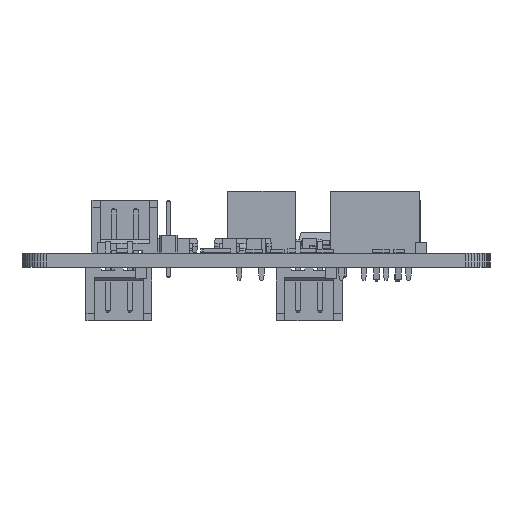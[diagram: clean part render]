
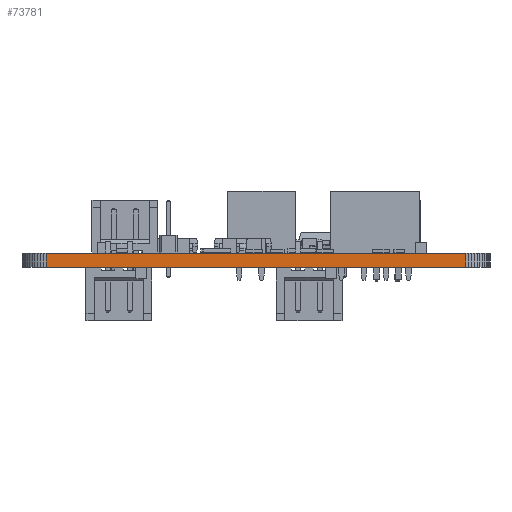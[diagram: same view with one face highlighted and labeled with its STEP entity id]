
A CAD part, front view. The second image highlights one B-rep face of the part: STEP entity #73781.
In plain terms, the highlighted planar face has unit normal (0, -1, 0).
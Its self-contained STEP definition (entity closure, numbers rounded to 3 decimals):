
#56864 = PLANE('',#56865);
#56865 = AXIS2_PLACEMENT_3D('',#56866,#56867,#56868);
#56866 = CARTESIAN_POINT('',(206.615,-153.477,1.58));
#56867 = DIRECTION('',(-0.,-0.,-1.));
#56868 = DIRECTION('',(-1.,0.,0.));
#56918 = PLANE('',#56919);
#56919 = AXIS2_PLACEMENT_3D('',#56920,#56921,#56922);
#56920 = CARTESIAN_POINT('',(206.615,-153.477,0.));
#56921 = DIRECTION('',(-0.,-0.,-1.));
#56922 = DIRECTION('',(-1.,0.,0.));
#58707 = VERTEX_POINT('',#58708);
#58708 = CARTESIAN_POINT('',(230.48,-198.051,0.));
#58722 = PLANE('',#58723);
#58723 = AXIS2_PLACEMENT_3D('',#58724,#58725,#58726);
#58724 = CARTESIAN_POINT('',(230.816,-198.028,0.));
#58725 = DIRECTION('',(0.069,-0.998,0.));
#58726 = DIRECTION('',(-0.998,-0.069,0.));
#58734 = EDGE_CURVE('',#58707,#58735,#58737,.T.);
#58735 = VERTEX_POINT('',#58736);
#58736 = CARTESIAN_POINT('',(182.75,-198.051,0.));
#58737 = SURFACE_CURVE('',#58738,(#58742,#58749),.PCURVE_S1.);
#58738 = LINE('',#58739,#58740);
#58739 = CARTESIAN_POINT('',(230.48,-198.051,0.));
#58740 = VECTOR('',#58741,1.);
#58741 = DIRECTION('',(-1.,0.,0.));
#58742 = PCURVE('',#56918,#58743);
#58743 = DEFINITIONAL_REPRESENTATION('',(#58744),#58748);
#58744 = LINE('',#58745,#58746);
#58745 = CARTESIAN_POINT('',(-23.865,-44.574));
#58746 = VECTOR('',#58747,1.);
#58747 = DIRECTION('',(1.,0.));
#58748 = ( GEOMETRIC_REPRESENTATION_CONTEXT(2) 
PARAMETRIC_REPRESENTATION_CONTEXT() REPRESENTATION_CONTEXT('2D SPACE',''
  ) );
#58749 = PCURVE('',#58750,#58755);
#58750 = PLANE('',#58751);
#58751 = AXIS2_PLACEMENT_3D('',#58752,#58753,#58754);
#58752 = CARTESIAN_POINT('',(230.48,-198.051,0.));
#58753 = DIRECTION('',(0.,-1.,0.));
#58754 = DIRECTION('',(-1.,0.,0.));
#58755 = DEFINITIONAL_REPRESENTATION('',(#58756),#58760);
#58756 = LINE('',#58757,#58758);
#58757 = CARTESIAN_POINT('',(0.,-0.));
#58758 = VECTOR('',#58759,1.);
#58759 = DIRECTION('',(1.,0.));
#58760 = ( GEOMETRIC_REPRESENTATION_CONTEXT(2) 
PARAMETRIC_REPRESENTATION_CONTEXT() REPRESENTATION_CONTEXT('2D SPACE',''
  ) );
#58778 = PLANE('',#58779);
#58779 = AXIS2_PLACEMENT_3D('',#58780,#58781,#58782);
#58780 = CARTESIAN_POINT('',(182.75,-198.051,0.));
#58781 = DIRECTION('',(-0.068,-0.998,0.));
#58782 = DIRECTION('',(-0.998,0.068,0.));
#65788 = VERTEX_POINT('',#65789);
#65789 = CARTESIAN_POINT('',(230.48,-198.051,1.58));
#65810 = EDGE_CURVE('',#65788,#65811,#65813,.T.);
#65811 = VERTEX_POINT('',#65812);
#65812 = CARTESIAN_POINT('',(182.75,-198.051,1.58));
#65813 = SURFACE_CURVE('',#65814,(#65818,#65825),.PCURVE_S1.);
#65814 = LINE('',#65815,#65816);
#65815 = CARTESIAN_POINT('',(230.48,-198.051,1.58));
#65816 = VECTOR('',#65817,1.);
#65817 = DIRECTION('',(-1.,0.,0.));
#65818 = PCURVE('',#56864,#65819);
#65819 = DEFINITIONAL_REPRESENTATION('',(#65820),#65824);
#65820 = LINE('',#65821,#65822);
#65821 = CARTESIAN_POINT('',(-23.865,-44.574));
#65822 = VECTOR('',#65823,1.);
#65823 = DIRECTION('',(1.,0.));
#65824 = ( GEOMETRIC_REPRESENTATION_CONTEXT(2) 
PARAMETRIC_REPRESENTATION_CONTEXT() REPRESENTATION_CONTEXT('2D SPACE',''
  ) );
#65825 = PCURVE('',#58750,#65826);
#65826 = DEFINITIONAL_REPRESENTATION('',(#65827),#65831);
#65827 = LINE('',#65828,#65829);
#65828 = CARTESIAN_POINT('',(0.,-1.58));
#65829 = VECTOR('',#65830,1.);
#65830 = DIRECTION('',(1.,0.));
#65831 = ( GEOMETRIC_REPRESENTATION_CONTEXT(2) 
PARAMETRIC_REPRESENTATION_CONTEXT() REPRESENTATION_CONTEXT('2D SPACE',''
  ) );
#73733 = EDGE_CURVE('',#58707,#65788,#73734,.T.);
#73734 = SURFACE_CURVE('',#73735,(#73739,#73746),.PCURVE_S1.);
#73735 = LINE('',#73736,#73737);
#73736 = CARTESIAN_POINT('',(230.48,-198.051,0.));
#73737 = VECTOR('',#73738,1.);
#73738 = DIRECTION('',(0.,0.,1.));
#73739 = PCURVE('',#58722,#73740);
#73740 = DEFINITIONAL_REPRESENTATION('',(#73741),#73745);
#73741 = LINE('',#73742,#73743);
#73742 = CARTESIAN_POINT('',(0.337,0.));
#73743 = VECTOR('',#73744,1.);
#73744 = DIRECTION('',(0.,-1.));
#73745 = ( GEOMETRIC_REPRESENTATION_CONTEXT(2) 
PARAMETRIC_REPRESENTATION_CONTEXT() REPRESENTATION_CONTEXT('2D SPACE',''
  ) );
#73746 = PCURVE('',#58750,#73747);
#73747 = DEFINITIONAL_REPRESENTATION('',(#73748),#73752);
#73748 = LINE('',#73749,#73750);
#73749 = CARTESIAN_POINT('',(0.,-0.));
#73750 = VECTOR('',#73751,1.);
#73751 = DIRECTION('',(0.,-1.));
#73752 = ( GEOMETRIC_REPRESENTATION_CONTEXT(2) 
PARAMETRIC_REPRESENTATION_CONTEXT() REPRESENTATION_CONTEXT('2D SPACE',''
  ) );
#73781 = ADVANCED_FACE('',(#73782),#58750,.T.);
#73782 = FACE_BOUND('',#73783,.T.);
#73783 = EDGE_LOOP('',(#73784,#73785,#73786,#73807));
#73784 = ORIENTED_EDGE('',*,*,#73733,.T.);
#73785 = ORIENTED_EDGE('',*,*,#65810,.T.);
#73786 = ORIENTED_EDGE('',*,*,#73787,.F.);
#73787 = EDGE_CURVE('',#58735,#65811,#73788,.T.);
#73788 = SURFACE_CURVE('',#73789,(#73793,#73800),.PCURVE_S1.);
#73789 = LINE('',#73790,#73791);
#73790 = CARTESIAN_POINT('',(182.75,-198.051,0.));
#73791 = VECTOR('',#73792,1.);
#73792 = DIRECTION('',(0.,0.,1.));
#73793 = PCURVE('',#58750,#73794);
#73794 = DEFINITIONAL_REPRESENTATION('',(#73795),#73799);
#73795 = LINE('',#73796,#73797);
#73796 = CARTESIAN_POINT('',(47.73,0.));
#73797 = VECTOR('',#73798,1.);
#73798 = DIRECTION('',(0.,-1.));
#73799 = ( GEOMETRIC_REPRESENTATION_CONTEXT(2) 
PARAMETRIC_REPRESENTATION_CONTEXT() REPRESENTATION_CONTEXT('2D SPACE',''
  ) );
#73800 = PCURVE('',#58778,#73801);
#73801 = DEFINITIONAL_REPRESENTATION('',(#73802),#73806);
#73802 = LINE('',#73803,#73804);
#73803 = CARTESIAN_POINT('',(0.,0.));
#73804 = VECTOR('',#73805,1.);
#73805 = DIRECTION('',(0.,-1.));
#73806 = ( GEOMETRIC_REPRESENTATION_CONTEXT(2) 
PARAMETRIC_REPRESENTATION_CONTEXT() REPRESENTATION_CONTEXT('2D SPACE',''
  ) );
#73807 = ORIENTED_EDGE('',*,*,#58734,.F.);
